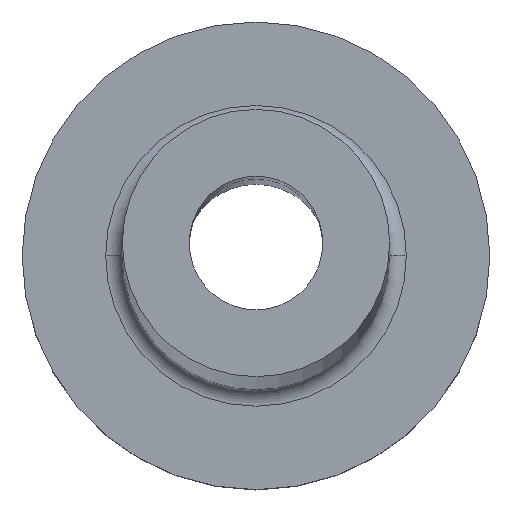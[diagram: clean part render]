
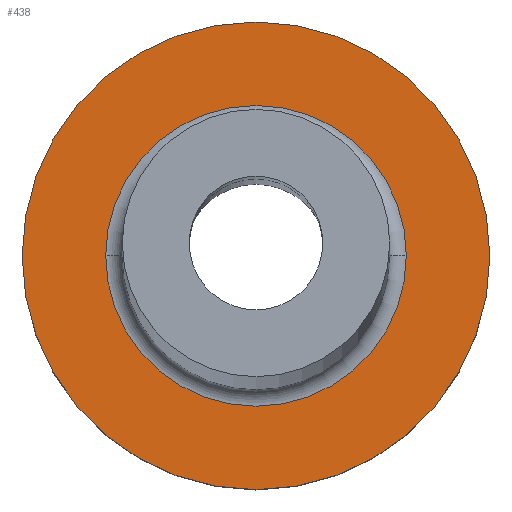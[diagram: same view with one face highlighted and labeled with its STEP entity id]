
A CAD part, top view. The second image highlights one B-rep face of the part: STEP entity #438.
In plain terms, the highlighted planar face has unit normal (0, 0, 1).
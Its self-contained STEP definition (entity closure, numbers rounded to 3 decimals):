
#34 = AXIS2_PLACEMENT_3D ( 'NONE', #150, #396, #357 ) ;
#40 = CARTESIAN_POINT ( 'NONE',  ( -4.5, 0., 5. ) ) ;
#45 = FACE_BOUND ( 'NONE', #337, .T. ) ;
#46 = CARTESIAN_POINT ( 'NONE',  ( 0., 0., 5. ) ) ;
#48 = CIRCLE ( 'NONE', #34, 7. ) ;
#76 = EDGE_CURVE ( 'NONE', #91, #371, #302, .T. ) ;
#82 = DIRECTION ( 'NONE',  ( 1., 0., 0. ) ) ;
#86 = PLANE ( 'NONE',  #252 ) ;
#91 = VERTEX_POINT ( 'NONE', #222 ) ;
#105 = ORIENTED_EDGE ( 'NONE', *, *, #76, .T. ) ;
#130 = EDGE_CURVE ( 'NONE', #371, #91, #48, .T. ) ;
#144 = VERTEX_POINT ( 'NONE', #40 ) ;
#148 = DIRECTION ( 'NONE',  ( 0., 0., 1. ) ) ;
#150 = CARTESIAN_POINT ( 'NONE',  ( 0., 0., 5. ) ) ;
#170 = ORIENTED_EDGE ( 'NONE', *, *, #130, .T. ) ;
#194 = ORIENTED_EDGE ( 'NONE', *, *, #409, .T. ) ;
#201 = CIRCLE ( 'NONE', #298, 4.5 ) ;
#209 = CARTESIAN_POINT ( 'NONE',  ( 0., 0., 5. ) ) ;
#217 = DIRECTION ( 'NONE',  ( 1., 0., 0. ) ) ;
#222 = CARTESIAN_POINT ( 'NONE',  ( 7., 0., 5. ) ) ;
#233 = CARTESIAN_POINT ( 'NONE',  ( 0., 0., 5. ) ) ;
#241 = EDGE_CURVE ( 'NONE', #343, #144, #201, .T. ) ;
#252 = AXIS2_PLACEMENT_3D ( 'NONE', #441, #394, #428 ) ;
#296 = FACE_OUTER_BOUND ( 'NONE', #369, .T. ) ;
#298 = AXIS2_PLACEMENT_3D ( 'NONE', #209, #424, #217 ) ;
#302 = CIRCLE ( 'NONE', #390, 7. ) ;
#306 = CIRCLE ( 'NONE', #414, 4.5 ) ;
#337 = EDGE_LOOP ( 'NONE', ( #403, #194 ) ) ;
#343 = VERTEX_POINT ( 'NONE', #400 ) ;
#357 = DIRECTION ( 'NONE',  ( 1., 0., 0. ) ) ;
#362 = DIRECTION ( 'NONE',  ( 1., 0., 0. ) ) ;
#369 = EDGE_LOOP ( 'NONE', ( #170, #105 ) ) ;
#370 = DIRECTION ( 'NONE',  ( 0., 0., -1. ) ) ;
#371 = VERTEX_POINT ( 'NONE', #434 ) ;
#390 = AXIS2_PLACEMENT_3D ( 'NONE', #46, #148, #362 ) ;
#394 = DIRECTION ( 'NONE',  ( 0., 0., 1. ) ) ;
#396 = DIRECTION ( 'NONE',  ( 0., 0., 1. ) ) ;
#400 = CARTESIAN_POINT ( 'NONE',  ( 4.5, 0., 5. ) ) ;
#403 = ORIENTED_EDGE ( 'NONE', *, *, #241, .T. ) ;
#409 = EDGE_CURVE ( 'NONE', #144, #343, #306, .T. ) ;
#414 = AXIS2_PLACEMENT_3D ( 'NONE', #233, #370, #82 ) ;
#424 = DIRECTION ( 'NONE',  ( 0., 0., -1. ) ) ;
#428 = DIRECTION ( 'NONE',  ( 1., 0., 0. ) ) ;
#434 = CARTESIAN_POINT ( 'NONE',  ( -7., 0., 5. ) ) ;
#438 = ADVANCED_FACE ( 'NONE', ( #45, #296 ), #86, .T. ) ;
#441 = CARTESIAN_POINT ( 'NONE',  ( 0., 0., 5. ) ) ;
